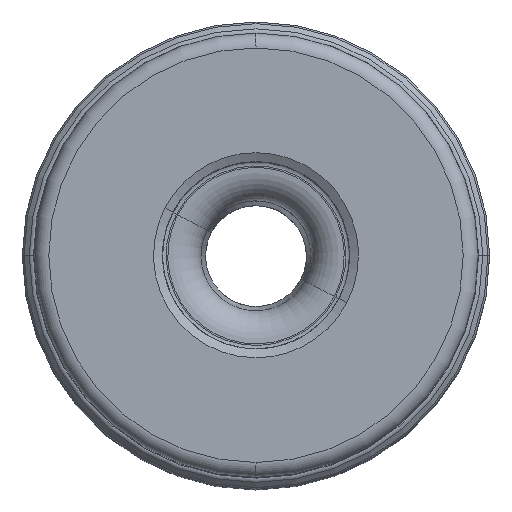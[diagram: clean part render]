
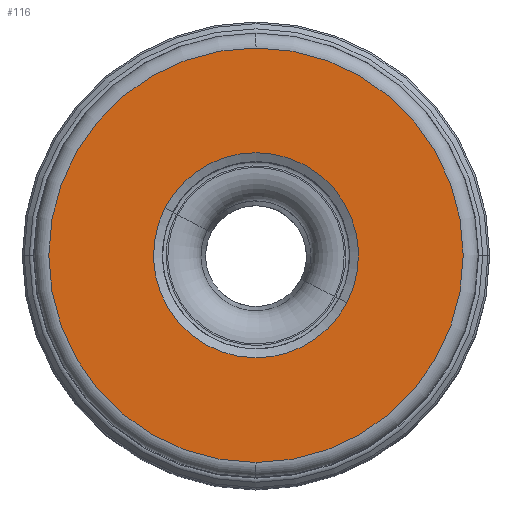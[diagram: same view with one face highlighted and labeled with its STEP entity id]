
A CAD part, top view. The second image highlights one B-rep face of the part: STEP entity #116.
In plain terms, the highlighted planar face has unit normal (0, 0, 1).
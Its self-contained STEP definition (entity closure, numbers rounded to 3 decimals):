
#45=PLANE('',#1239);
#53=FACE_BOUND('',#262,.T.);
#54=FACE_BOUND('',#263,.T.);
#116=ADVANCED_FACE('',(#53,#54),#45,.F.);
#262=EDGE_LOOP('',(#384,#385,#386,#387));
#263=EDGE_LOOP('',(#388,#389,#390,#391));
#384=ORIENTED_EDGE('',*,*,#760,.F.);
#385=ORIENTED_EDGE('',*,*,#761,.T.);
#386=ORIENTED_EDGE('',*,*,#762,.F.);
#387=ORIENTED_EDGE('',*,*,#763,.F.);
#388=ORIENTED_EDGE('',*,*,#764,.F.);
#389=ORIENTED_EDGE('',*,*,#765,.F.);
#390=ORIENTED_EDGE('',*,*,#766,.F.);
#391=ORIENTED_EDGE('',*,*,#767,.F.);
#646=VERTEX_POINT('',#1894);
#647=VERTEX_POINT('',#1895);
#648=VERTEX_POINT('',#1897);
#649=VERTEX_POINT('',#1899);
#650=VERTEX_POINT('',#1902);
#651=VERTEX_POINT('',#1903);
#652=VERTEX_POINT('',#1905);
#653=VERTEX_POINT('',#1907);
#760=EDGE_CURVE('',#646,#647,#913,.T.);
#761=EDGE_CURVE('',#646,#648,#914,.T.);
#762=EDGE_CURVE('',#649,#648,#915,.T.);
#763=EDGE_CURVE('',#647,#649,#916,.T.);
#764=EDGE_CURVE('',#650,#651,#917,.T.);
#765=EDGE_CURVE('',#652,#650,#918,.T.);
#766=EDGE_CURVE('',#653,#652,#919,.T.);
#767=EDGE_CURVE('',#651,#653,#920,.T.);
#913=CIRCLE('',#1231,28.163);
#914=CIRCLE('',#1232,28.163);
#915=CIRCLE('',#1233,28.163);
#916=CIRCLE('',#1234,28.163);
#917=CIRCLE('',#1235,13.935);
#918=CIRCLE('',#1236,13.935);
#919=CIRCLE('',#1237,13.935);
#920=CIRCLE('',#1238,13.935);
#1231=AXIS2_PLACEMENT_3D('',#1893,#1496,#1497);
#1232=AXIS2_PLACEMENT_3D('',#1896,#1498,#1499);
#1233=AXIS2_PLACEMENT_3D('',#1898,#1500,#1501);
#1234=AXIS2_PLACEMENT_3D('',#1900,#1502,#1503);
#1235=AXIS2_PLACEMENT_3D('',#1901,#1504,#1505);
#1236=AXIS2_PLACEMENT_3D('',#1904,#1506,#1507);
#1237=AXIS2_PLACEMENT_3D('',#1906,#1508,#1509);
#1238=AXIS2_PLACEMENT_3D('',#1908,#1510,#1511);
#1239=AXIS2_PLACEMENT_3D('',#1909,#1512,#1513);
#1496=DIRECTION('',(0.,0.,-1.));
#1497=DIRECTION('',(0.,-1.,0.));
#1498=DIRECTION('',(0.,0.,1.));
#1499=DIRECTION('',(0.,-1.,0.));
#1500=DIRECTION('',(0.,0.,-1.));
#1501=DIRECTION('',(0.,1.,0.));
#1502=DIRECTION('',(0.,0.,-1.));
#1503=DIRECTION('',(-0.001,1.,0.));
#1504=DIRECTION('',(0.,0.,1.));
#1505=DIRECTION('',(-0.887,0.462,0.));
#1506=DIRECTION('',(0.,0.,1.));
#1507=DIRECTION('',(0.,1.,0.));
#1508=DIRECTION('',(0.,0.,1.));
#1509=DIRECTION('',(0.887,-0.462,0.));
#1510=DIRECTION('',(0.,0.,1.));
#1511=DIRECTION('',(0.,-1.,0.));
#1512=DIRECTION('',(0.,0.,-1.));
#1513=DIRECTION('',(0.,1.,0.));
#1893=CARTESIAN_POINT('',(0.,0.,0.));
#1894=CARTESIAN_POINT('',(0.,-28.163,0.));
#1895=CARTESIAN_POINT('',(-0.015,28.162,0.));
#1896=CARTESIAN_POINT('',(0.,0.,0.));
#1897=CARTESIAN_POINT('',(0.015,-28.162,0.));
#1898=CARTESIAN_POINT('',(0.,0.,0.));
#1899=CARTESIAN_POINT('',(0.,28.163,0.));
#1900=CARTESIAN_POINT('',(0.,0.,0.));
#1901=CARTESIAN_POINT('',(0.,0.,0.));
#1902=CARTESIAN_POINT('',(-12.36,6.434,0.));
#1903=CARTESIAN_POINT('',(0.,-13.935,0.));
#1904=CARTESIAN_POINT('',(0.,0.,0.));
#1905=CARTESIAN_POINT('',(0.,13.935,0.));
#1906=CARTESIAN_POINT('',(0.,0.,0.));
#1907=CARTESIAN_POINT('',(12.36,-6.434,0.));
#1908=CARTESIAN_POINT('',(0.,0.,0.));
#1909=CARTESIAN_POINT('',(0.,0.,0.));
